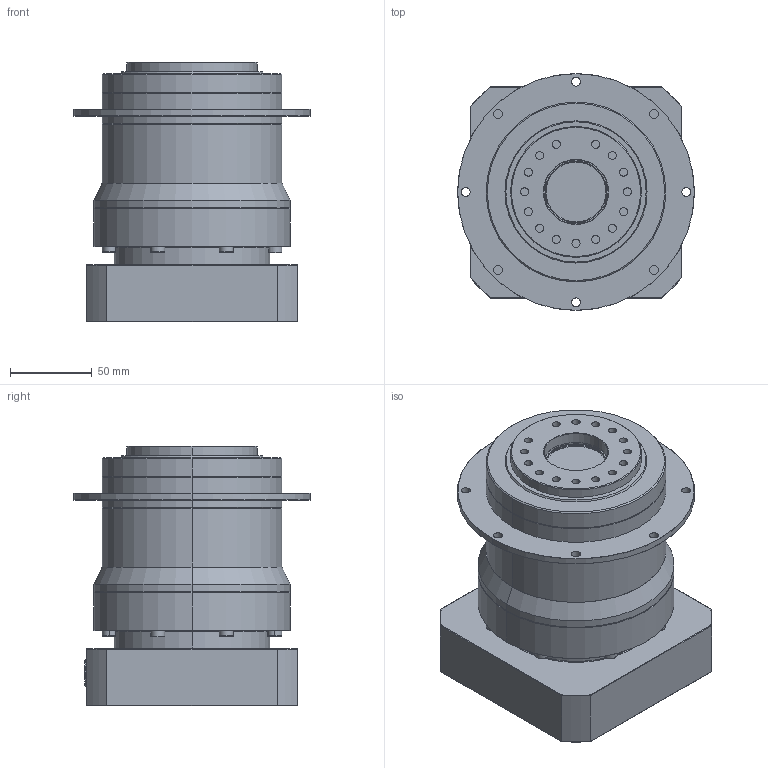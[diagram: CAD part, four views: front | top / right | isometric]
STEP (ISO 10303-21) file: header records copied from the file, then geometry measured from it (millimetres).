
FILE_DESCRIPTION (( 'STEP AP214' ), '1' );
FILE_NAME ('PGD110-10A5.STEP', '2016-02-25T13:35:24', ( '' ), ( '' ), 'SwSTEP 2.0', 'SolidWorks 2015', '' );
FILE_SCHEMA (( 'AUTOMOTIVE_DESIGN' ));
Length unit declared in the file: millimetre
Products named in the file (1): PGD110-10A5
Bounding box: 145 x 145 x 159.02 mm (x, y, z)
Volume: 1513093.1 mm3; surface area: 159833.5 mm2
Topology: 11 solids, 18 shells, 582 faces, 1339 edges, 864 vertices
Faces by surface type: plane 302, cylinder 197, cone 49, torus 34
Entity records: 16953 total; most frequent: CARTESIAN_POINT 3117, DIRECTION 2971, ORIENTED_EDGE 2678, EDGE_CURVE 1339, AXIS2_PLACEMENT_3D 1086, VERTEX_POINT 864, LINE 799, VECTOR 799
